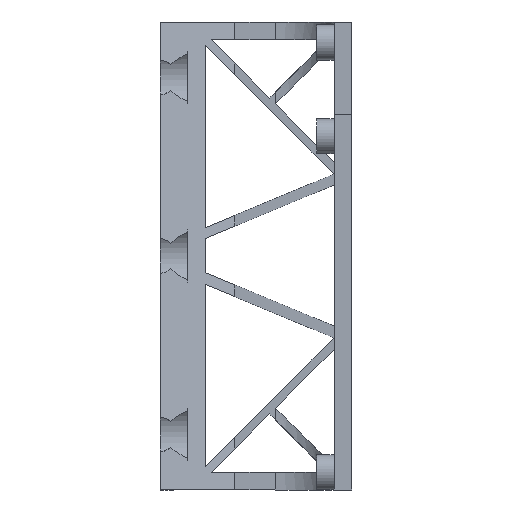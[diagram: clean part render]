
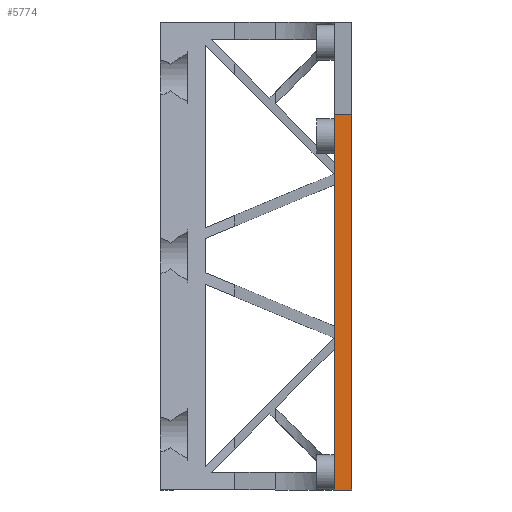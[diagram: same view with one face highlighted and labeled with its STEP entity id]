
A CAD part, left-side view. The second image highlights one B-rep face of the part: STEP entity #5774.
In plain terms, the highlighted planar face has unit normal (-1, 0, 0).
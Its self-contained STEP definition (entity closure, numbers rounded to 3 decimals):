
#129=PLANE('',#6140);
#404=FACE_OUTER_BOUND('',#727,.T.);
#727=EDGE_LOOP('',(#5050,#5051,#5052,#5053,#5054,#5055));
#1400=LINE('',#12751,#1823);
#1449=LINE('',#12879,#1872);
#1450=LINE('',#12884,#1873);
#1575=LINE('',#13125,#1998);
#1599=LINE('',#19860,#2022);
#1604=LINE('',#19871,#2027);
#1823=VECTOR('',#6775,10.);
#1872=VECTOR('',#6876,10.);
#1873=VECTOR('',#6881,10.);
#1998=VECTOR('',#7080,10.);
#2022=VECTOR('',#7170,10.);
#2027=VECTOR('',#7187,10.);
#2463=VERTEX_POINT('',#12748);
#2464=VERTEX_POINT('',#12750);
#2516=VERTEX_POINT('',#12876);
#2517=VERTEX_POINT('',#12878);
#2519=VERTEX_POINT('',#12883);
#2598=VERTEX_POINT('',#13123);
#3168=EDGE_CURVE('',#2464,#2463,#1400,.T.);
#3233=EDGE_CURVE('',#2516,#2517,#1449,.T.);
#3236=EDGE_CURVE('',#2517,#2519,#1450,.T.);
#3365=EDGE_CURVE('',#2598,#2463,#1575,.T.);
#3462=EDGE_CURVE('',#2464,#2516,#1599,.T.);
#3467=EDGE_CURVE('',#2519,#2598,#1604,.T.);
#5050=ORIENTED_EDGE('',*,*,#3365,.F.);
#5051=ORIENTED_EDGE('',*,*,#3467,.F.);
#5052=ORIENTED_EDGE('',*,*,#3236,.F.);
#5053=ORIENTED_EDGE('',*,*,#3233,.F.);
#5054=ORIENTED_EDGE('',*,*,#3462,.F.);
#5055=ORIENTED_EDGE('',*,*,#3168,.T.);
#5774=ADVANCED_FACE('',(#404),#129,.F.);
#6140=AXIS2_PLACEMENT_3D('',#19870,#7185,#7186);
#6775=DIRECTION('',(0.,-1.,0.));
#6876=DIRECTION('',(0.,0.,1.));
#6881=DIRECTION('',(0.,0.,1.));
#7080=DIRECTION('',(0.,0.,-1.));
#7170=DIRECTION('',(0.,0.,1.));
#7185=DIRECTION('center_axis',(1.,0.,0.));
#7186=DIRECTION('ref_axis',(0.,0.,1.));
#7187=DIRECTION('',(0.,-1.,0.));
#12748=CARTESIAN_POINT('',(2.,0.,-83.));
#12750=CARTESIAN_POINT('',(2.,3.,-83.));
#12751=CARTESIAN_POINT('',(2.,3.,-83.));
#12876=CARTESIAN_POINT('',(2.,3.,-80.));
#12878=CARTESIAN_POINT('',(2.,3.,-22.5));
#12879=CARTESIAN_POINT('',(2.,3.,-62.75));
#12883=CARTESIAN_POINT('',(2.,3.,-18.74));
#12884=CARTESIAN_POINT('',(2.,3.,-62.75));
#13123=CARTESIAN_POINT('',(2.,0.,-18.74));
#13125=CARTESIAN_POINT('',(2.,0.,-62.75));
#19860=CARTESIAN_POINT('',(2.,3.,-62.75));
#19870=CARTESIAN_POINT('Origin',(2.,3.,-83.));
#19871=CARTESIAN_POINT('',(2.,3.,-18.74));
